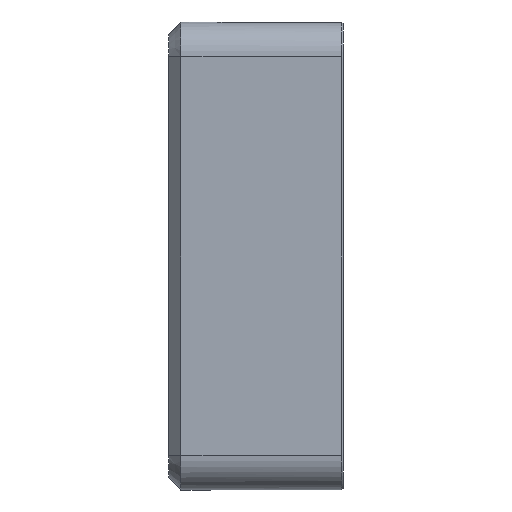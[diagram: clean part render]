
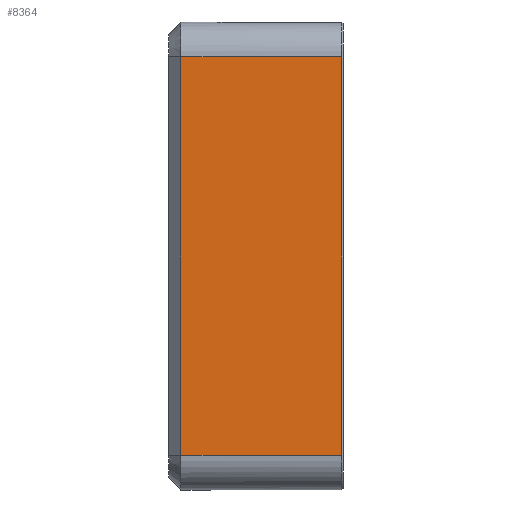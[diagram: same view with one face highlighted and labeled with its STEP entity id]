
A CAD part, left-side view. The second image highlights one B-rep face of the part: STEP entity #8364.
In plain terms, the highlighted planar face has unit normal (-1, 0, 0).
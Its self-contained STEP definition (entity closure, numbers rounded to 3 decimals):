
#576 = DIRECTION ( 'NONE',  ( 1., 0., 0. ) ) ;
#1209 = EDGE_LOOP ( 'NONE', ( #12190, #5361, #5501, #11361 ) ) ;
#1420 = CARTESIAN_POINT ( 'NONE',  ( -67., 46.5, -57. ) ) ;
#1748 = CARTESIAN_POINT ( 'NONE',  ( -67., 0.5, -57. ) ) ;
#1794 = CARTESIAN_POINT ( 'NONE',  ( -67., 50., -57. ) ) ;
#1936 = DIRECTION ( 'NONE',  ( 0., 0., -1. ) ) ;
#2093 = VERTEX_POINT ( 'NONE', #1748 ) ;
#2437 = DIRECTION ( 'NONE',  ( 0., -1., 0. ) ) ;
#2658 = EDGE_CURVE ( 'NONE', #5537, #2093, #3836, .T. ) ;
#2820 = VERTEX_POINT ( 'NONE', #3395 ) ;
#3326 = LINE ( 'NONE', #7513, #9444 ) ;
#3395 = CARTESIAN_POINT ( 'NONE',  ( -67., 46.5, 57. ) ) ;
#3836 = LINE ( 'NONE', #1794, #4229 ) ;
#3849 = CARTESIAN_POINT ( 'NONE',  ( -67., 50., 57. ) ) ;
#3974 = CARTESIAN_POINT ( 'NONE',  ( -67., 0.5, 57. ) ) ;
#4229 = VECTOR ( 'NONE', #9508, 1000. ) ;
#4732 = DIRECTION ( 'NONE',  ( 0., 0., -1. ) ) ;
#5361 = ORIENTED_EDGE ( 'NONE', *, *, #9069, .T. ) ;
#5501 = ORIENTED_EDGE ( 'NONE', *, *, #9000, .F. ) ;
#5537 = VERTEX_POINT ( 'NONE', #1420 ) ;
#6869 = PLANE ( 'NONE',  #7447 ) ;
#7447 = AXIS2_PLACEMENT_3D ( 'NONE', #3849, #576, #1936 ) ;
#7513 = CARTESIAN_POINT ( 'NONE',  ( -67., 0.5, 57. ) ) ;
#7684 = VECTOR ( 'NONE', #2437, 1000. ) ;
#8032 = LINE ( 'NONE', #10015, #12688 ) ;
#8364 = ADVANCED_FACE ( 'NONE', ( #12205 ), #6869, .F. ) ;
#8376 = EDGE_CURVE ( 'NONE', #2820, #5537, #8032, .T. ) ;
#8734 = VERTEX_POINT ( 'NONE', #3974 ) ;
#9000 = EDGE_CURVE ( 'NONE', #2820, #8734, #10599, .T. ) ;
#9069 = EDGE_CURVE ( 'NONE', #2093, #8734, #3326, .T. ) ;
#9444 = VECTOR ( 'NONE', #11825, 1000. ) ;
#9508 = DIRECTION ( 'NONE',  ( 0., -1., 0. ) ) ;
#10015 = CARTESIAN_POINT ( 'NONE',  ( -67., 46.5, 57. ) ) ;
#10599 = LINE ( 'NONE', #11694, #7684 ) ;
#11361 = ORIENTED_EDGE ( 'NONE', *, *, #8376, .T. ) ;
#11694 = CARTESIAN_POINT ( 'NONE',  ( -67., 50., 57. ) ) ;
#11825 = DIRECTION ( 'NONE',  ( 0., 0., 1. ) ) ;
#12190 = ORIENTED_EDGE ( 'NONE', *, *, #2658, .T. ) ;
#12205 = FACE_OUTER_BOUND ( 'NONE', #1209, .T. ) ;
#12688 = VECTOR ( 'NONE', #4732, 1000. ) ;
